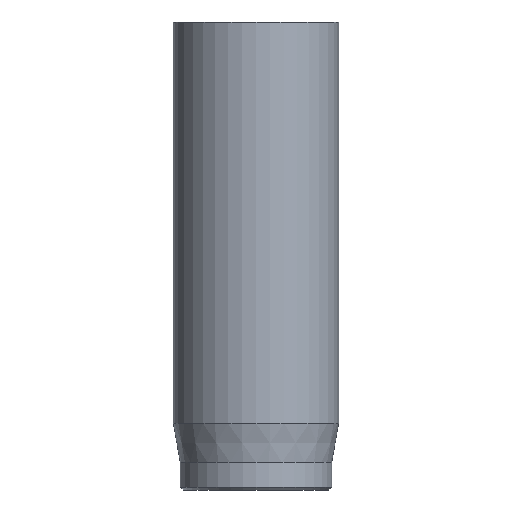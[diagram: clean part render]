
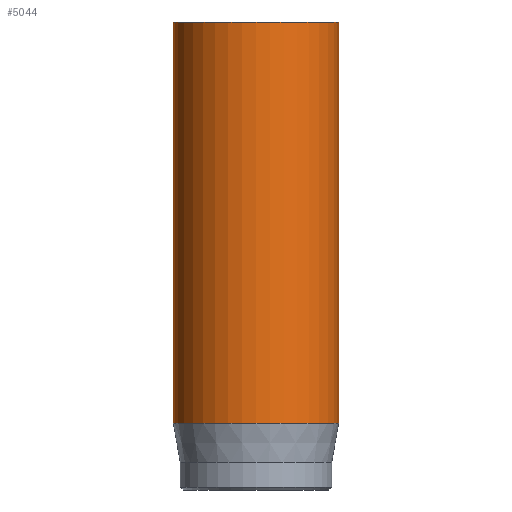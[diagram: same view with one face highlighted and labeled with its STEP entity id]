
A CAD part, front view. The second image highlights one B-rep face of the part: STEP entity #5044.
In plain terms, the highlighted cylindrical face has radius 3 mm (diameter 6 mm), a full revolution.
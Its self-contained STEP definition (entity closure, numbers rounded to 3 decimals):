
#32=CYLINDRICAL_SURFACE('',#5245,3.);
#47=CIRCLE('',#5208,3.);
#63=CIRCLE('',#5243,3.);
#64=CIRCLE('',#5244,3.);
#467=FACE_OUTER_BOUND('',#774,.T.);
#774=EDGE_LOOP('',(#4516,#4517,#4518,#4519,#4520));
#1149=LINE('',#9534,#1532);
#1532=VECTOR('',#5873,3.);
#2335=VERTEX_POINT('',#9469);
#2351=VERTEX_POINT('',#9528);
#2352=VERTEX_POINT('',#9529);
#3054=EDGE_CURVE('',#2335,#2335,#47,.T.);
#3078=EDGE_CURVE('',#2351,#2352,#63,.T.);
#3079=EDGE_CURVE('',#2352,#2351,#64,.T.);
#3081=EDGE_CURVE('',#2335,#2351,#1149,.T.);
#4516=ORIENTED_EDGE('',*,*,#3054,.T.);
#4517=ORIENTED_EDGE('',*,*,#3081,.T.);
#4518=ORIENTED_EDGE('',*,*,#3078,.T.);
#4519=ORIENTED_EDGE('',*,*,#3079,.T.);
#4520=ORIENTED_EDGE('',*,*,#3081,.F.);
#5044=ADVANCED_FACE('',(#467),#32,.T.);
#5208=AXIS2_PLACEMENT_3D('',#9470,#5788,#5789);
#5243=AXIS2_PLACEMENT_3D('',#9530,#5866,#5867);
#5244=AXIS2_PLACEMENT_3D('',#9531,#5868,#5869);
#5245=AXIS2_PLACEMENT_3D('',#9533,#5871,#5872);
#5788=DIRECTION('center_axis',(0.,0.,-1.));
#5789=DIRECTION('ref_axis',(-1.,0.,0.));
#5866=DIRECTION('center_axis',(0.,0.,1.));
#5867=DIRECTION('ref_axis',(-1.,0.,0.));
#5868=DIRECTION('center_axis',(0.,0.,1.));
#5869=DIRECTION('ref_axis',(-1.,0.,0.));
#5871=DIRECTION('center_axis',(0.,0.,1.));
#5872=DIRECTION('ref_axis',(-1.,0.,0.));
#5873=DIRECTION('',(0.,0.,-1.));
#9469=CARTESIAN_POINT('',(3.,0.,17.));
#9470=CARTESIAN_POINT('Origin',(0.,0.,17.));
#9528=CARTESIAN_POINT('',(3.,0.,2.418));
#9529=CARTESIAN_POINT('',(-3.,0.,2.418));
#9530=CARTESIAN_POINT('Origin',(0.,0.,2.418));
#9531=CARTESIAN_POINT('Origin',(0.,0.,2.418));
#9533=CARTESIAN_POINT('Origin',(0.,0.,0.));
#9534=CARTESIAN_POINT('',(3.,0.,0.));
